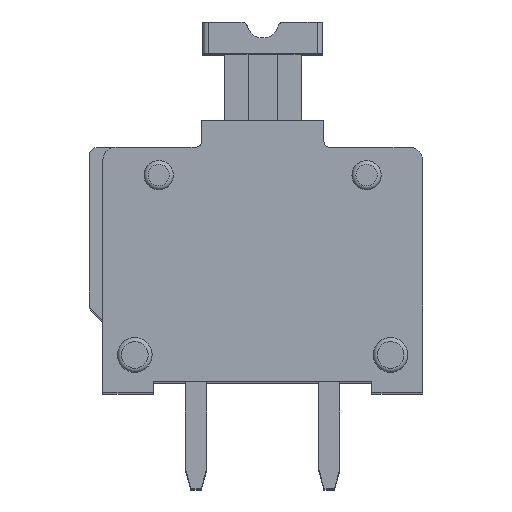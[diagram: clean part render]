
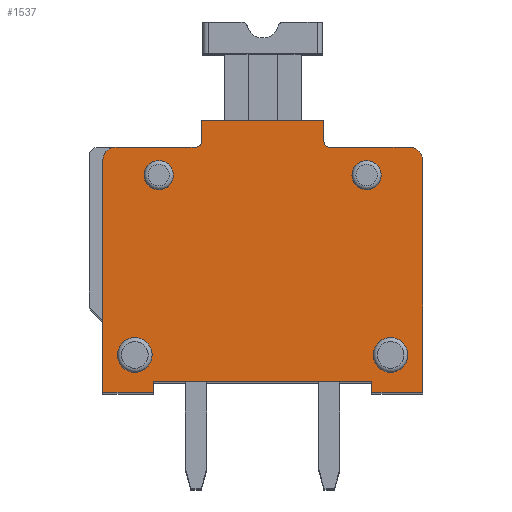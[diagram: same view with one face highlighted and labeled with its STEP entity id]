
A CAD part, top view. The second image highlights one B-rep face of the part: STEP entity #1537.
In plain terms, the highlighted planar face has unit normal (0, 0, 1).
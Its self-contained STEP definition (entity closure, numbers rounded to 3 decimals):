
#1537 = ADVANCED_FACE( '', ( #3513, #3514, #3515, #3516, #3517 ), #3518, .T. );
#3513 = FACE_OUTER_BOUND( '', #5955, .T. );
#3514 = FACE_BOUND( '', #5956, .T. );
#3515 = FACE_BOUND( '', #5957, .T. );
#3516 = FACE_BOUND( '', #5958, .T. );
#3517 = FACE_BOUND( '', #5959, .T. );
#3518 = PLANE( '', #5960 );
#5955 = EDGE_LOOP( '', ( #10602, #10603, #10604, #10605, #10606, #10607, #10608, #10609, #10610, #10611, #10612, #10613, #10614, #10615, #10616, #10617 ) );
#5956 = EDGE_LOOP( '', ( #10618 ) );
#5957 = EDGE_LOOP( '', ( #10619 ) );
#5958 = EDGE_LOOP( '', ( #10620 ) );
#5959 = EDGE_LOOP( '', ( #10621 ) );
#5960 = AXIS2_PLACEMENT_3D( '', #10622, #10623, #10624 );
#10602 = ORIENTED_EDGE( '', *, *, #16405, .T. );
#10603 = ORIENTED_EDGE( '', *, *, #16401, .T. );
#10604 = ORIENTED_EDGE( '', *, *, #15797, .F. );
#10605 = ORIENTED_EDGE( '', *, *, #16234, .F. );
#10606 = ORIENTED_EDGE( '', *, *, #16406, .F. );
#10607 = ORIENTED_EDGE( '', *, *, #14671, .T. );
#10608 = ORIENTED_EDGE( '', *, *, #16407, .F. );
#10609 = ORIENTED_EDGE( '', *, *, #15098, .F. );
#10610 = ORIENTED_EDGE( '', *, *, #16408, .T. );
#10611 = ORIENTED_EDGE( '', *, *, #15545, .T. );
#10612 = ORIENTED_EDGE( '', *, *, #16409, .T. );
#10613 = ORIENTED_EDGE( '', *, *, #16410, .T. );
#10614 = ORIENTED_EDGE( '', *, *, #14773, .T. );
#10615 = ORIENTED_EDGE( '', *, *, #16411, .F. );
#10616 = ORIENTED_EDGE( '', *, *, #16412, .T. );
#10617 = ORIENTED_EDGE( '', *, *, #16413, .F. );
#10618 = ORIENTED_EDGE( '', *, *, #16414, .F. );
#10619 = ORIENTED_EDGE( '', *, *, #16415, .F. );
#10620 = ORIENTED_EDGE( '', *, *, #16416, .F. );
#10621 = ORIENTED_EDGE( '', *, *, #15346, .F. );
#10622 = CARTESIAN_POINT( '', ( 5.954, 7.756, 3.54 ) );
#10623 = DIRECTION( '', ( 0., 0., 1. ) );
#10624 = DIRECTION( '', ( 1., 0., 0. ) );
#14671 = EDGE_CURVE( '', #17573, #17571, #17574, .T. );
#14773 = EDGE_CURVE( '', #17766, #17764, #17767, .T. );
#15098 = EDGE_CURVE( '', #18334, #18336, #18337, .T. );
#15346 = EDGE_CURVE( '', #18754, #18754, #18755, .T. );
#15545 = EDGE_CURVE( '', #19088, #19086, #19089, .T. );
#15797 = EDGE_CURVE( '', #19486, #19488, #19489, .T. );
#16234 = EDGE_CURVE( '', #20182, #19486, #20184, .T. );
#16401 = EDGE_CURVE( '', #20405, #19488, #20406, .T. );
#16405 = EDGE_CURVE( '', #20410, #20405, #20411, .T. );
#16406 = EDGE_CURVE( '', #17573, #20182, #20412, .T. );
#16407 = EDGE_CURVE( '', #18336, #17571, #20413, .T. );
#16408 = EDGE_CURVE( '', #18334, #19088, #20414, .T. );
#16409 = EDGE_CURVE( '', #19086, #20415, #20416, .T. );
#16410 = EDGE_CURVE( '', #20415, #17766, #20417, .T. );
#16411 = EDGE_CURVE( '', #20418, #17764, #20419, .T. );
#16412 = EDGE_CURVE( '', #20418, #20420, #20421, .T. );
#16413 = EDGE_CURVE( '', #20410, #20420, #20422, .T. );
#16414 = EDGE_CURVE( '', #20423, #20423, #20424, .T. );
#16415 = EDGE_CURVE( '', #20425, #20425, #20426, .T. );
#16416 = EDGE_CURVE( '', #20427, #20427, #20428, .T. );
#17571 = VERTEX_POINT( '', #21898 );
#17573 = VERTEX_POINT( '', #21901 );
#17574 = LINE( '', #21902, #21903 );
#17764 = VERTEX_POINT( '', #22182 );
#17766 = VERTEX_POINT( '', #22185 );
#17767 = LINE( '', #22186, #22187 );
#18334 = VERTEX_POINT( '', #23014 );
#18336 = VERTEX_POINT( '', #23017 );
#18337 = CIRCLE( '', #23018, 0.5 );
#18754 = VERTEX_POINT( '', #23644 );
#18755 = CIRCLE( '', #23645, 0.55 );
#19086 = VERTEX_POINT( '', #24143 );
#19088 = VERTEX_POINT( '', #24146 );
#19089 = CIRCLE( '', #24147, 0.2 );
#19486 = VERTEX_POINT( '', #24754 );
#19488 = VERTEX_POINT( '', #24757 );
#19489 = LINE( '', #24758, #24759 );
#20182 = VERTEX_POINT( '', #25841 );
#20184 = LINE( '', #25844, #25845 );
#20405 = VERTEX_POINT( '', #26167 );
#20406 = LINE( '', #26168, #26169 );
#20410 = VERTEX_POINT( '', #26174 );
#20411 = LINE( '', #26175, #26176 );
#20412 = LINE( '', #26177, #26178 );
#20413 = LINE( '', #26179, #26180 );
#20414 = LINE( '', #26181, #26182 );
#20415 = VERTEX_POINT( '', #26183 );
#20416 = LINE( '', #26184, #26185 );
#20417 = LINE( '', #26186, #26187 );
#20418 = VERTEX_POINT( '', #26188 );
#20419 = CIRCLE( '', #26189, 0.2 );
#20420 = VERTEX_POINT( '', #26190 );
#20421 = LINE( '', #26191, #26192 );
#20422 = CIRCLE( '', #26193, 0.5 );
#20423 = VERTEX_POINT( '', #26194 );
#20424 = CIRCLE( '', #26195, 0.65 );
#20425 = VERTEX_POINT( '', #26196 );
#20426 = CIRCLE( '', #26197, 0.55 );
#20427 = VERTEX_POINT( '', #26198 );
#20428 = CIRCLE( '', #26199, 0.65 );
#21898 = CARTESIAN_POINT( '', ( 12., 0., 3.54 ) );
#21901 = CARTESIAN_POINT( '', ( 10.1, 0., 3.54 ) );
#21902 = CARTESIAN_POINT( '', ( 7.771, 0., 3.54 ) );
#21903 = VECTOR( '', #28101, 1000. );
#22182 = CARTESIAN_POINT( '', ( 3.7, 9.4, 3.54 ) );
#22185 = CARTESIAN_POINT( '', ( 3.7, 10.2, 3.54 ) );
#22186 = CARTESIAN_POINT( '', ( 3.7, 7.285, 3.54 ) );
#22187 = VECTOR( '', #28198, 1000. );
#23014 = CARTESIAN_POINT( '', ( 11.5, 9.2, 3.54 ) );
#23017 = CARTESIAN_POINT( '', ( 12., 8.7, 3.54 ) );
#23018 = AXIS2_PLACEMENT_3D( '', #28550, #28551, #28552 );
#23644 = CARTESIAN_POINT( '', ( 2.65, 8.15, 3.54 ) );
#23645 = AXIS2_PLACEMENT_3D( '', #28801, #28802, #28803 );
#24143 = CARTESIAN_POINT( '', ( 8.3, 9.4, 3.54 ) );
#24146 = CARTESIAN_POINT( '', ( 8.5, 9.2, 3.54 ) );
#24147 = AXIS2_PLACEMENT_3D( '', #28978, #28979, #28980 );
#24754 = CARTESIAN_POINT( '', ( 1.9, 0.4, 3.54 ) );
#24757 = CARTESIAN_POINT( '', ( 1.9, 0., 3.54 ) );
#24758 = CARTESIAN_POINT( '', ( 1.9, 7.285, 3.54 ) );
#24759 = VECTOR( '', #29228, 1000. );
#25841 = CARTESIAN_POINT( '', ( 10.1, 0.4, 3.54 ) );
#25844 = CARTESIAN_POINT( '', ( 7.771, 0.4, 3.54 ) );
#25845 = VECTOR( '', #29667, 1000. );
#26167 = CARTESIAN_POINT( '', ( 0., 0., 3.54 ) );
#26168 = CARTESIAN_POINT( '', ( 7.771, 0., 3.54 ) );
#26169 = VECTOR( '', #29805, 1000. );
#26174 = CARTESIAN_POINT( '', ( 0., 8.7, 3.54 ) );
#26175 = CARTESIAN_POINT( '', ( 0., 7.285, 3.54 ) );
#26176 = VECTOR( '', #29807, 1000. );
#26177 = CARTESIAN_POINT( '', ( 10.1, 7.285, 3.54 ) );
#26178 = VECTOR( '', #29808, 1000. );
#26179 = CARTESIAN_POINT( '', ( 12., 7.285, 3.54 ) );
#26180 = VECTOR( '', #29809, 1000. );
#26181 = CARTESIAN_POINT( '', ( 7.771, 9.2, 3.54 ) );
#26182 = VECTOR( '', #29810, 1000. );
#26183 = CARTESIAN_POINT( '', ( 8.3, 10.2, 3.54 ) );
#26184 = CARTESIAN_POINT( '', ( 8.3, 7.285, 3.54 ) );
#26185 = VECTOR( '', #29811, 1000. );
#26186 = CARTESIAN_POINT( '', ( 7.771, 10.2, 3.54 ) );
#26187 = VECTOR( '', #29812, 1000. );
#26188 = CARTESIAN_POINT( '', ( 3.5, 9.2, 3.54 ) );
#26189 = AXIS2_PLACEMENT_3D( '', #29813, #29814, #29815 );
#26190 = CARTESIAN_POINT( '', ( 0.5, 9.2, 3.54 ) );
#26191 = CARTESIAN_POINT( '', ( 7.771, 9.2, 3.54 ) );
#26192 = VECTOR( '', #29816, 1000. );
#26193 = AXIS2_PLACEMENT_3D( '', #29817, #29818, #29819 );
#26194 = CARTESIAN_POINT( '', ( 11.45, 1.4, 3.54 ) );
#26195 = AXIS2_PLACEMENT_3D( '', #29820, #29821, #29822 );
#26196 = CARTESIAN_POINT( '', ( 10.45, 8.15, 3.54 ) );
#26197 = AXIS2_PLACEMENT_3D( '', #29823, #29824, #29825 );
#26198 = CARTESIAN_POINT( '', ( 1.85, 1.4, 3.54 ) );
#26199 = AXIS2_PLACEMENT_3D( '', #29826, #29827, #29828 );
#28101 = DIRECTION( '', ( 1., 0., 0. ) );
#28198 = DIRECTION( '', ( 0., -1., 0. ) );
#28550 = CARTESIAN_POINT( '', ( 11.5, 8.7, 3.54 ) );
#28551 = DIRECTION( '', ( 0., 0., -1. ) );
#28552 = DIRECTION( '', ( -1., 0., 0. ) );
#28801 = CARTESIAN_POINT( '', ( 2.1, 8.15, 3.54 ) );
#28802 = DIRECTION( '', ( 0., 0., 1. ) );
#28803 = DIRECTION( '', ( 1., 0., 0. ) );
#28978 = CARTESIAN_POINT( '', ( 8.5, 9.4, 3.54 ) );
#28979 = DIRECTION( '', ( 0., 0., -1. ) );
#28980 = DIRECTION( '', ( -1., 0., 0. ) );
#29228 = DIRECTION( '', ( 0., -1., 0. ) );
#29667 = DIRECTION( '', ( -1., 0., 0. ) );
#29805 = DIRECTION( '', ( 1., 0., 0. ) );
#29807 = DIRECTION( '', ( 0., -1., 0. ) );
#29808 = DIRECTION( '', ( 0., 1., 0. ) );
#29809 = DIRECTION( '', ( 0., -1., 0. ) );
#29810 = DIRECTION( '', ( -1., 0., 0. ) );
#29811 = DIRECTION( '', ( 0., 1., 0. ) );
#29812 = DIRECTION( '', ( -1., 0., 0. ) );
#29813 = CARTESIAN_POINT( '', ( 3.5, 9.4, 3.54 ) );
#29814 = DIRECTION( '', ( 0., 0., 1. ) );
#29815 = DIRECTION( '', ( 1., 0., 0. ) );
#29816 = DIRECTION( '', ( -1., 0., 0. ) );
#29817 = CARTESIAN_POINT( '', ( 0.5, 8.7, 3.54 ) );
#29818 = DIRECTION( '', ( 0., 0., -1. ) );
#29819 = DIRECTION( '', ( -1., 0., 0. ) );
#29820 = CARTESIAN_POINT( '', ( 10.8, 1.4, 3.54 ) );
#29821 = DIRECTION( '', ( 0., 0., 1. ) );
#29822 = DIRECTION( '', ( 1., 0., 0. ) );
#29823 = CARTESIAN_POINT( '', ( 9.9, 8.15, 3.54 ) );
#29824 = DIRECTION( '', ( 0., 0., 1. ) );
#29825 = DIRECTION( '', ( 1., 0., 0. ) );
#29826 = CARTESIAN_POINT( '', ( 1.2, 1.4, 3.54 ) );
#29827 = DIRECTION( '', ( 0., 0., 1. ) );
#29828 = DIRECTION( '', ( 1., 0., 0. ) );
